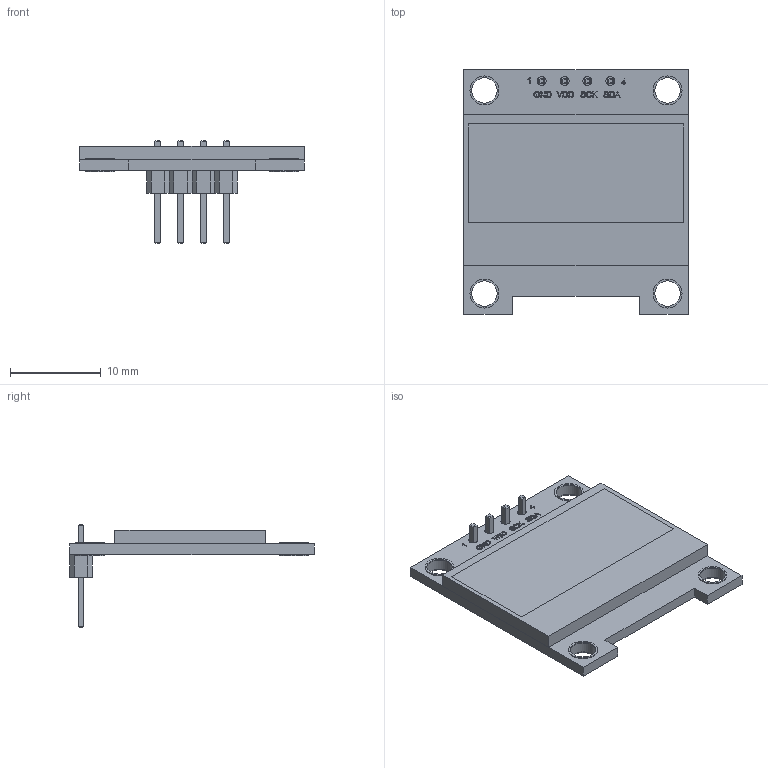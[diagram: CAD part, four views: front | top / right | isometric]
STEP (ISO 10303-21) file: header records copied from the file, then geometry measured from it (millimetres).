
FILE_DESCRIPTION(/* description */ (''),/* implementation_level */ '2;1');
FILE_NAME(/* name */ 'SSD1315_OLED_Display v4.step',/* time_stamp */ '2022-06-26T14:43:46+03:00',/* author */ (''),/* organization */ (''),/* preprocessor_version */ 'ST-DEVELOPER v19',/* originating_system */ 'Autodesk Translation Framework v11.7.0.108',/* authorisation */ '');
FILE_SCHEMA (('AUTOMOTIVE_DESIGN { 1 0 10303 214 3 1 1 }'));
Length unit declared in the file: millimetre
Products named in the file (7): SSD1315_OLED_Display; SSD1315_PCB; 4_Pins_Header; 11.3_mm_PIN; Lead_Ring; OLED_Frame; OLED_Screen
Assembly tree (16 placements, depth 2):
  SSD1315_OLED_Display
    SSD1315_PCB
    4_Pins_Header
    11.3_mm_PIN  x4
    Lead_Ring  x8
    OLED_Frame
    OLED_Screen
Bounding box: 24.8 x 27 x 11.3 mm (x, y, z)
Volume: 1426 mm3; surface area: 2860.3 mm2
Topology: 16 solids, 16 shells, 462 faces, 1198 edges, 788 vertices
Faces by surface type: plane 257, bspline 181, cylinder 24
Full cylindrical faces by diameter (mm): 1 x4, 2.8 x12, 3.2 x8
Entity records: 14374 total; most frequent: CARTESIAN_POINT 5276, ORIENTED_EDGE 2144, DIRECTION 1198, EDGE_CURVE 1072, VERTEX_POINT 712, LINE 690, VECTOR 690, EDGE_LOOP 440
